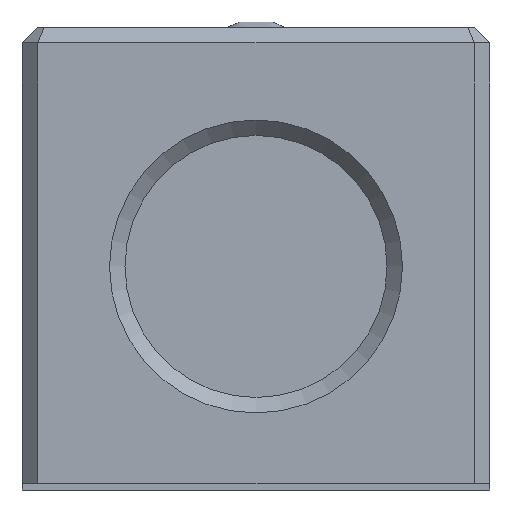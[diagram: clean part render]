
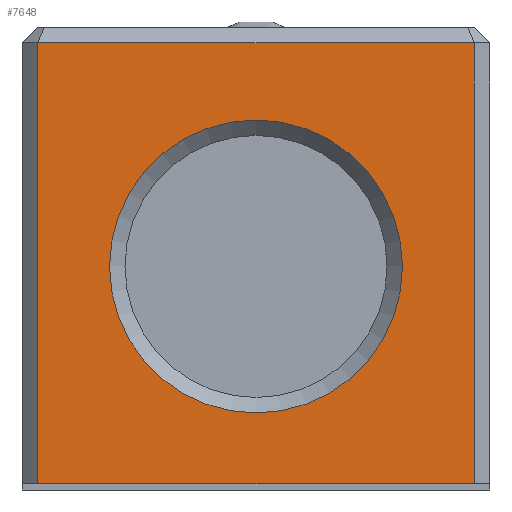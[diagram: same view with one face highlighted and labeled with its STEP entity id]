
A CAD part, front view. The second image highlights one B-rep face of the part: STEP entity #7648.
In plain terms, the highlighted planar face has unit normal (0, -1, 0).
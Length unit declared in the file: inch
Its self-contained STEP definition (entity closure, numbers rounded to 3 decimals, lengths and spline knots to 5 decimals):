
#363 = ORIENTED_EDGE ( 'NONE', *, *, #2959, .T. ) ;
#368 = DIRECTION ( 'NONE',  ( -1., 0., 0. ) ) ;
#454 = CIRCLE ( 'NONE', #5865, 0.37402 ) ;
#817 = LINE ( 'NONE', #6808, #6523 ) ;
#901 = DIRECTION ( 'NONE',  ( 0., -1., 0. ) ) ;
#997 = VECTOR ( 'NONE', #1769, 39.37008 ) ;
#1255 = DIRECTION ( 'NONE',  ( 1., 0., 0. ) ) ;
#1396 = CARTESIAN_POINT ( 'NONE',  ( -0.55709, -2.1063, 1.14173 ) ) ;
#1404 = FACE_BOUND ( 'NONE', #2360, .T. ) ;
#1513 = DIRECTION ( 'NONE',  ( 0., 0., -1. ) ) ;
#1516 = FACE_OUTER_BOUND ( 'NONE', #4416, .T. ) ;
#1669 = VERTEX_POINT ( 'NONE', #2214 ) ;
#1769 = DIRECTION ( 'NONE',  ( 0., 0., -1. ) ) ;
#2060 = CARTESIAN_POINT ( 'NONE',  ( 0.55709, -2.1063, 0. ) ) ;
#2214 = CARTESIAN_POINT ( 'NONE',  ( 0.55709, -2.1063, 1.14173 ) ) ;
#2360 = EDGE_LOOP ( 'NONE', ( #7306 ) ) ;
#2465 = EDGE_CURVE ( 'NONE', #1669, #5165, #4689, .T. ) ;
#2731 = CARTESIAN_POINT ( 'NONE',  ( 0.55709, -2.1063, 1.14173 ) ) ;
#2959 = EDGE_CURVE ( 'NONE', #1669, #3394, #5650, .T. ) ;
#3394 = VERTEX_POINT ( 'NONE', #1396 ) ;
#3462 = ORIENTED_EDGE ( 'NONE', *, *, #2465, .F. ) ;
#4073 = VERTEX_POINT ( 'NONE', #6972 ) ;
#4158 = ORIENTED_EDGE ( 'NONE', *, *, #4685, .T. ) ;
#4273 = AXIS2_PLACEMENT_3D ( 'NONE', #2060, #901, #368 ) ;
#4416 = EDGE_LOOP ( 'NONE', ( #363, #4158, #7031, #3462 ) ) ;
#4685 = EDGE_CURVE ( 'NONE', #3394, #7574, #817, .T. ) ;
#4689 = LINE ( 'NONE', #6941, #997 ) ;
#4705 = DIRECTION ( 'NONE',  ( 0., 1., 0. ) ) ;
#4833 = VECTOR ( 'NONE', #5139, 39.37008 ) ;
#5139 = DIRECTION ( 'NONE',  ( -1., 0., 0. ) ) ;
#5165 = VERTEX_POINT ( 'NONE', #6919 ) ;
#5348 = CARTESIAN_POINT ( 'NONE',  ( 0., -2.1063, 0.57087 ) ) ;
#5601 = VECTOR ( 'NONE', #1255, 39.37008 ) ;
#5650 = LINE ( 'NONE', #2731, #4833 ) ;
#5865 = AXIS2_PLACEMENT_3D ( 'NONE', #5348, #4705, #6526 ) ;
#5880 = CARTESIAN_POINT ( 'NONE',  ( -0.55709, -2.1063, 0.01575 ) ) ;
#6270 = EDGE_CURVE ( 'NONE', #7574, #5165, #7210, .T. ) ;
#6429 = CARTESIAN_POINT ( 'NONE',  ( 1.16874, -2.1063, 0.01575 ) ) ;
#6523 = VECTOR ( 'NONE', #1513, 39.37008 ) ;
#6526 = DIRECTION ( 'NONE',  ( 0., 0., 1. ) ) ;
#6581 = EDGE_CURVE ( 'NONE', #4073, #4073, #454, .T. ) ;
#6808 = CARTESIAN_POINT ( 'NONE',  ( -0.55709, -2.1063, 0. ) ) ;
#6919 = CARTESIAN_POINT ( 'NONE',  ( 0.55709, -2.1063, 0.01575 ) ) ;
#6941 = CARTESIAN_POINT ( 'NONE',  ( 0.55709, -2.1063, 0. ) ) ;
#6972 = CARTESIAN_POINT ( 'NONE',  ( 0., -2.1063, 0.94488 ) ) ;
#7031 = ORIENTED_EDGE ( 'NONE', *, *, #6270, .T. ) ;
#7210 = LINE ( 'NONE', #6429, #5601 ) ;
#7306 = ORIENTED_EDGE ( 'NONE', *, *, #6581, .T. ) ;
#7349 = PLANE ( 'NONE',  #4273 ) ;
#7574 = VERTEX_POINT ( 'NONE', #5880 ) ;
#7648 = ADVANCED_FACE ( 'NONE', ( #1404, #1516 ), #7349, .T. ) ;
